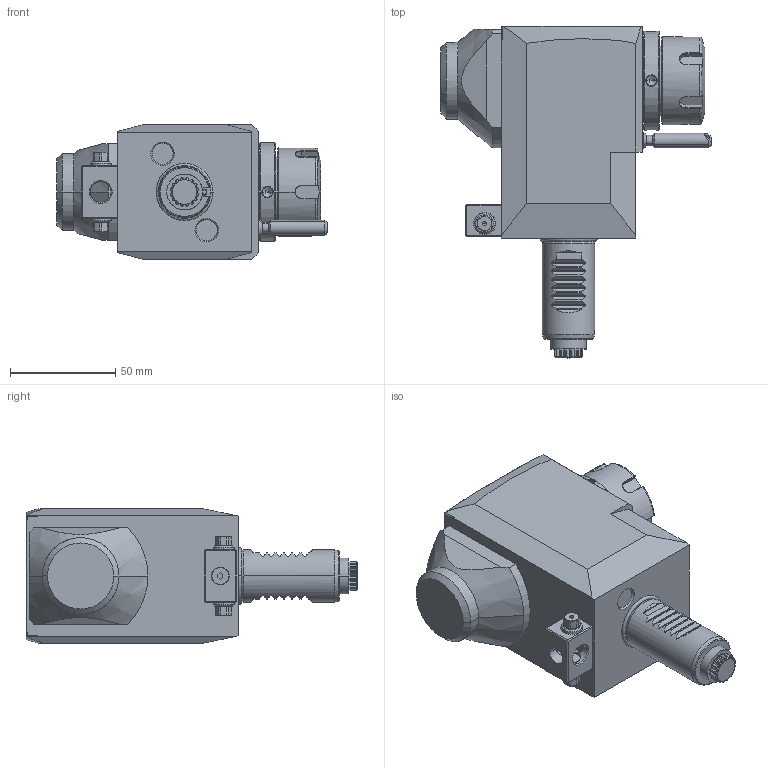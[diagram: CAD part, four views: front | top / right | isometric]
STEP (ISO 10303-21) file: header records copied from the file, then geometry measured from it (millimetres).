
FILE_DESCRIPTION((''),'2;1');
FILE_NAME('NGT1_25_231_25_3_3_75','2024-12-20T',('vali'),('NOVA GRUP'),'PRO/ENGINEER BY PARAMETRIC TECHNOLOGY CORPORATION, 2010280','PRO/ENGINEER BY PARAMETRIC TECHNOLOGY CORPORATION, 2010280','');
FILE_SCHEMA(('CONFIG_CONTROL_DESIGN'));
Length unit declared in the file: millimetre
Products named in the file (1): NGT1_25_231_25_3_3_75
Bounding box: 128.63 x 158 x 64 mm (x, y, z)
Volume: 533792.1 mm3; surface area: 51207.9 mm2
Topology: 1 solids, 1 shells, 525 faces, 1410 edges, 900 vertices
Faces by surface type: plane 199, cylinder 159, cone 108, bspline 44, torus 11, extrusion 2, sphere 2
Entity records: 23460 total; most frequent: CARTESIAN_POINT 11043, ORIENTED_EDGE 2796, DIRECTION 2270, EDGE_CURVE 1398, VERTEX_POINT 900, AXIS2_PLACEMENT_3D 821, VECTOR 628, LINE 626
